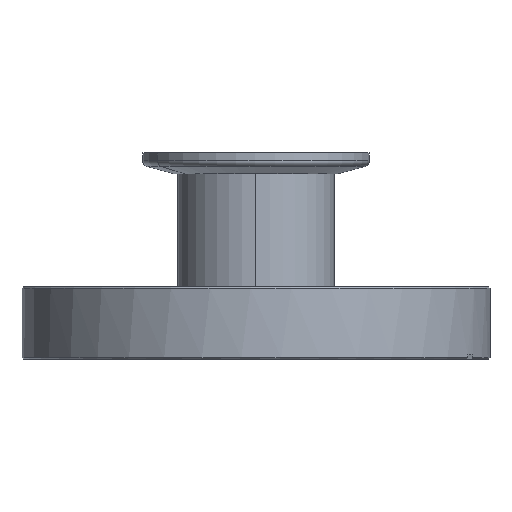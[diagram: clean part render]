
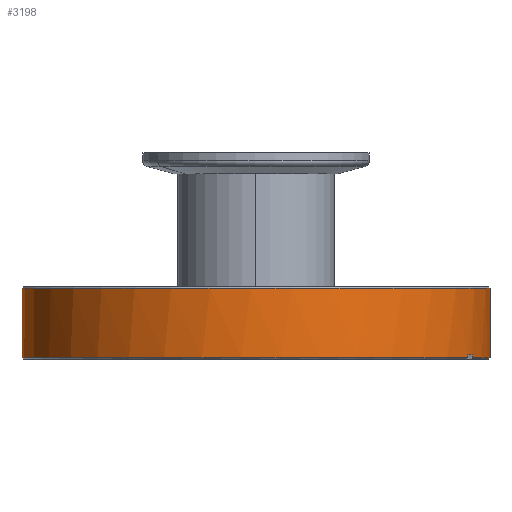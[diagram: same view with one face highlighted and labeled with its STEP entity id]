
A CAD part, left-side view. The second image highlights one B-rep face of the part: STEP entity #3198.
In plain terms, the highlighted cylindrical face has radius 56.75 mm (diameter 113.5 mm), a partial arc.
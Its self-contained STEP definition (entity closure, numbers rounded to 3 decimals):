
#44 = EDGE_CURVE ( 'NONE', #2493, #2598, #2599, .T. ) ;
#76 = CARTESIAN_POINT ( 'NONE',  ( 0., -4.5, 0. ) ) ;
#78 = DIRECTION ( 'NONE',  ( 0., -1., 0. ) ) ;
#133 = DIRECTION ( 'NONE',  ( 0., 0., -1. ) ) ;
#146 = ORIENTED_EDGE ( 'NONE', *, *, #1859, .T. ) ;
#241 = ORIENTED_EDGE ( 'NONE', *, *, #3145, .T. ) ;
#246 = CARTESIAN_POINT ( 'NONE',  ( 0., -4.5, -56.75 ) ) ;
#302 = LINE ( 'NONE', #3423, #1750 ) ;
#369 = ORIENTED_EDGE ( 'NONE', *, *, #2777, .T. ) ;
#377 = AXIS2_PLACEMENT_3D ( 'NONE', #2680, #950, #2966 ) ;
#380 = DIRECTION ( 'NONE',  ( 0., 0., 1. ) ) ;
#386 = LINE ( 'NONE', #2382, #3252 ) ;
#395 = VECTOR ( 'NONE', #78, 1000. ) ;
#423 = CARTESIAN_POINT ( 'NONE',  ( 0., -5.525, 0. ) ) ;
#643 = DIRECTION ( 'NONE',  ( 0., -1., 0. ) ) ;
#739 = CARTESIAN_POINT ( 'NONE',  ( -23.096, 11.7, -51.838 ) ) ;
#751 = AXIS2_PLACEMENT_3D ( 'NONE', #423, #2148, #133 ) ;
#857 = AXIS2_PLACEMENT_3D ( 'NONE', #76, #2094, #380 ) ;
#950 = DIRECTION ( 'NONE',  ( 0., -1., 0. ) ) ;
#963 = CIRCLE ( 'NONE', #857, 56.75 ) ;
#987 = CARTESIAN_POINT ( 'NONE',  ( 0., 11.7, 0. ) ) ;
#1012 = DIRECTION ( 'NONE',  ( 0., 1., 0. ) ) ;
#1033 = DIRECTION ( 'NONE',  ( 0., 0., 1. ) ) ;
#1179 = AXIS2_PLACEMENT_3D ( 'NONE', #1618, #1637, #1894 ) ;
#1232 = CARTESIAN_POINT ( 'NONE',  ( -20.324, 11.7, -52.986 ) ) ;
#1251 = CARTESIAN_POINT ( 'NONE',  ( -20.324, 12.4, -52.986 ) ) ;
#1397 = AXIS2_PLACEMENT_3D ( 'NONE', #987, #1012, #1033 ) ;
#1560 = VERTEX_POINT ( 'NONE', #2788 ) ;
#1618 = CARTESIAN_POINT ( 'NONE',  ( 0., 12.4, 0. ) ) ;
#1637 = DIRECTION ( 'NONE',  ( 0., -1., 0. ) ) ;
#1728 = CARTESIAN_POINT ( 'NONE',  ( 0., 12.4, -56.75 ) ) ;
#1750 = VECTOR ( 'NONE', #3446, 1000. ) ;
#1859 = EDGE_CURVE ( 'NONE', #1969, #2737, #2098, .T. ) ;
#1894 = DIRECTION ( 'NONE',  ( 0., 0., -1. ) ) ;
#1942 = LINE ( 'NONE', #2670, #395 ) ;
#1969 = VERTEX_POINT ( 'NONE', #1251 ) ;
#2060 = CIRCLE ( 'NONE', #1179, 56.75 ) ;
#2094 = DIRECTION ( 'NONE',  ( 0., 1., 0. ) ) ;
#2098 = CIRCLE ( 'NONE', #377, 56.75 ) ;
#2148 = DIRECTION ( 'NONE',  ( 0., -1., 0. ) ) ;
#2185 = CARTESIAN_POINT ( 'NONE',  ( -23.096, 12.4, -51.838 ) ) ;
#2277 = EDGE_LOOP ( 'NONE', ( #2308, #369, #2927, #2372, #2553, #146, #241, #2407 ) ) ;
#2308 = ORIENTED_EDGE ( 'NONE', *, *, #3739, .F. ) ;
#2372 = ORIENTED_EDGE ( 'NONE', *, *, #2541, .F. ) ;
#2382 = CARTESIAN_POINT ( 'NONE',  ( 0., -5.525, -56.75 ) ) ;
#2400 = CARTESIAN_POINT ( 'NONE',  ( -23.096, -5.525, -51.838 ) ) ;
#2407 = ORIENTED_EDGE ( 'NONE', *, *, #3151, .T. ) ;
#2421 = CYLINDRICAL_SURFACE ( 'NONE', #751, 56.75 ) ;
#2493 = VERTEX_POINT ( 'NONE', #2185 ) ;
#2541 = EDGE_CURVE ( 'NONE', #2847, #2598, #3224, .T. ) ;
#2553 = ORIENTED_EDGE ( 'NONE', *, *, #2661, .T. ) ;
#2598 = VERTEX_POINT ( 'NONE', #739 ) ;
#2599 = LINE ( 'NONE', #2400, #3257 ) ;
#2661 = EDGE_CURVE ( 'NONE', #2847, #1969, #302, .T. ) ;
#2670 = CARTESIAN_POINT ( 'NONE',  ( 0., -5.525, 56.75 ) ) ;
#2680 = CARTESIAN_POINT ( 'NONE',  ( 0., 12.4, 0. ) ) ;
#2737 = VERTEX_POINT ( 'NONE', #1728 ) ;
#2777 = EDGE_CURVE ( 'NONE', #3585, #2493, #2060, .T. ) ;
#2788 = CARTESIAN_POINT ( 'NONE',  ( 0., -4.5, 56.75 ) ) ;
#2795 = FACE_OUTER_BOUND ( 'NONE', #2277, .T. ) ;
#2847 = VERTEX_POINT ( 'NONE', #1232 ) ;
#2927 = ORIENTED_EDGE ( 'NONE', *, *, #44, .T. ) ;
#2966 = DIRECTION ( 'NONE',  ( 0., 0., -1. ) ) ;
#2989 = VERTEX_POINT ( 'NONE', #246 ) ;
#3145 = EDGE_CURVE ( 'NONE', #2737, #2989, #386, .T. ) ;
#3151 = EDGE_CURVE ( 'NONE', #2989, #1560, #963, .T. ) ;
#3173 = CARTESIAN_POINT ( 'NONE',  ( 0., 12.4, 56.75 ) ) ;
#3196 = DIRECTION ( 'NONE',  ( 0., -1., 0. ) ) ;
#3198 = ADVANCED_FACE ( 'NONE', ( #2795 ), #2421, .T. ) ;
#3224 = CIRCLE ( 'NONE', #1397, 56.75 ) ;
#3252 = VECTOR ( 'NONE', #643, 1000. ) ;
#3257 = VECTOR ( 'NONE', #3196, 1000. ) ;
#3423 = CARTESIAN_POINT ( 'NONE',  ( -20.324, -5.525, -52.986 ) ) ;
#3446 = DIRECTION ( 'NONE',  ( 0., 1., 0. ) ) ;
#3585 = VERTEX_POINT ( 'NONE', #3173 ) ;
#3739 = EDGE_CURVE ( 'NONE', #3585, #1560, #1942, .T. ) ;
